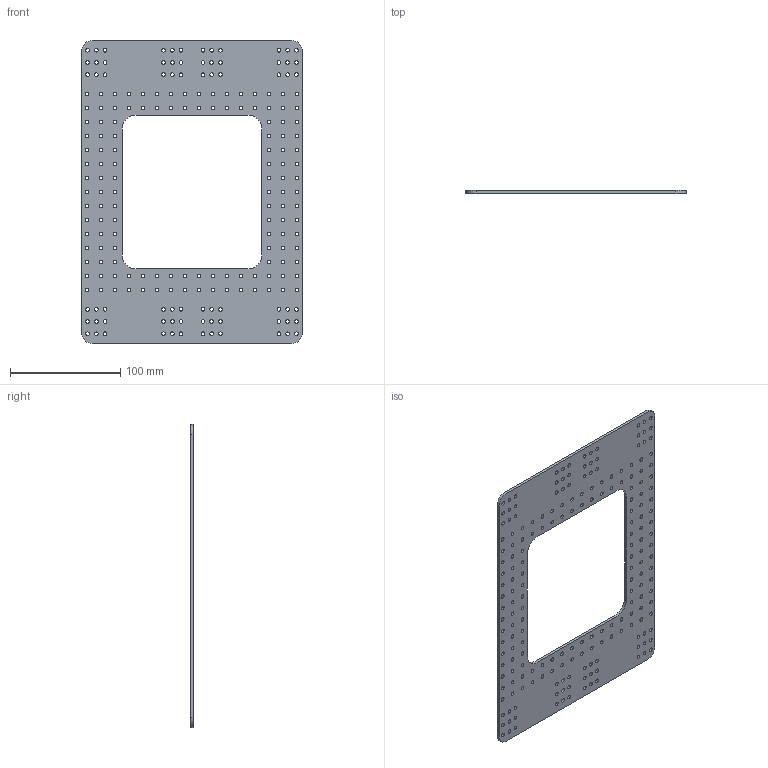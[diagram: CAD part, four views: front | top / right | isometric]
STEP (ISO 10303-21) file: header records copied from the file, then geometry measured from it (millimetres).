
FILE_DESCRIPTION (( 'STEP AP214' ), '1' );
FILE_NAME ('Top^Assem1_Dog.STEP', '2021-02-19T00:23:18', ( '' ), ( '' ), 'SwSTEP 2.0', 'SolidWorks 2019', '' );
FILE_SCHEMA (( 'AUTOMOTIVE_DESIGN' ));
Length unit declared in the file: inch
Products named in the file (1): Top^Assem1_Dog
Bounding box: 200.12 x 2.5 x 275 mm (x, y, z)
Volume: 88792.6 mm3; surface area: 80041.9 mm2
Topology: 1 solids, 1 shells, 422 faces, 1260 edges, 840 vertices
Faces by surface type: cylinder 412, plane 10
Entity records: 15560 total; most frequent: DIRECTION 2930, CARTESIAN_POINT 2523, ORIENTED_EDGE 2520, EDGE_CURVE 1260, AXIS2_PLACEMENT_3D 1247, VERTEX_POINT 840, EDGE_LOOP 828, CIRCLE 824
